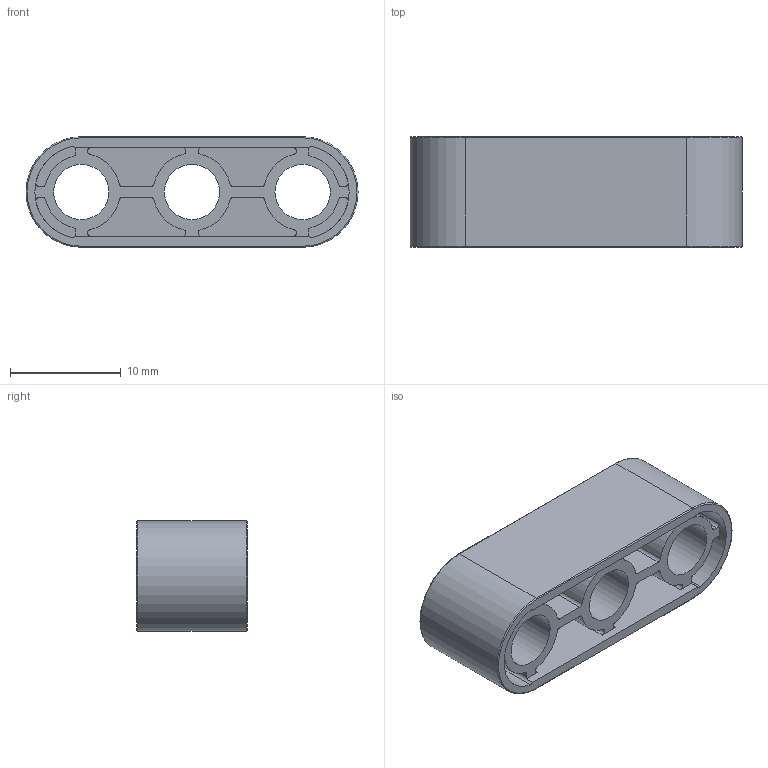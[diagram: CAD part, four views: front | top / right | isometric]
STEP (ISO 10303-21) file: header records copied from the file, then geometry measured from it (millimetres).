
FILE_DESCRIPTION(/* description */ (''),/* implementation_level */ '2;1');
FILE_NAME(/* name */ 'S3x1.stp',/* time_stamp */ '2019-05-05T20:58:21+02:00',/* author */ ('Varga Daniel'),/* organization */ (''),/* preprocessor_version */ 'ST-DEVELOPER v18',/* originating_system */ 'Autodesk Inventor 2020',/* authorisation */ '');
FILE_SCHEMA (('AUTOMOTIVE_DESIGN { 1 0 10303 214 3 1 1 }'));
Length unit declared in the file: millimetre
Products named in the file (1): S3x1
Bounding box: 30 x 10 x 10 mm (x, y, z)
Volume: 1268.8 mm3; surface area: 2607.3 mm2
Topology: 1 solids, 1 shells, 155 faces, 445 edges, 294 vertices
Faces by surface type: cylinder 101, plane 50, torus 4
Full cylindrical faces by diameter (mm): 5 x3
Entity records: 5230 total; most frequent: DIRECTION 979, CARTESIAN_POINT 895, ORIENTED_EDGE 890, EDGE_CURVE 445, AXIS2_PLACEMENT_3D 378, VERTEX_POINT 294, LINE 223, VECTOR 223
